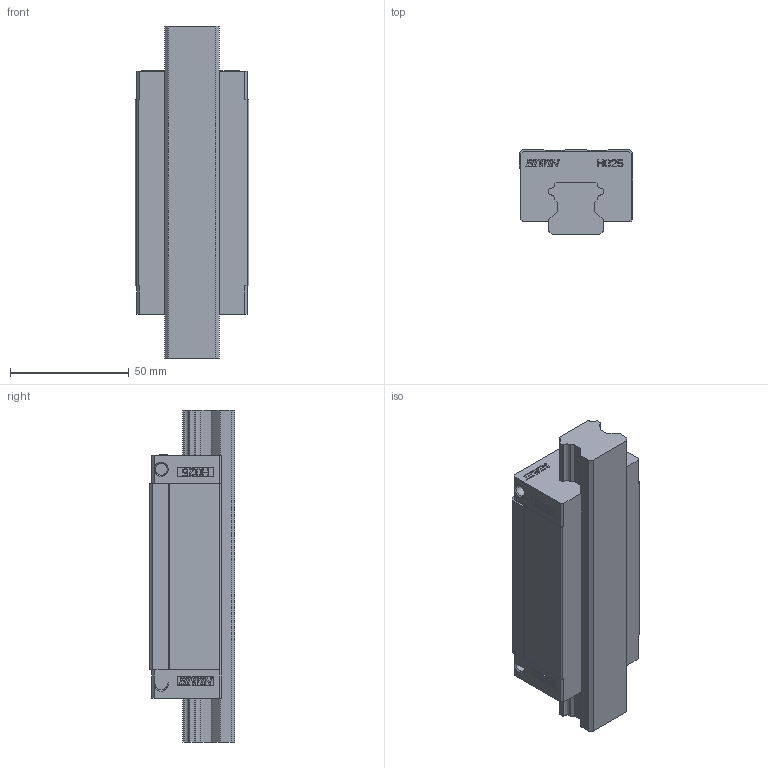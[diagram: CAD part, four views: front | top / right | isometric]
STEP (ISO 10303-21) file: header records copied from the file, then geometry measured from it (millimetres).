
FILE_DESCRIPTION((''),'2;1');
FILE_NAME('HGL25HA_ASM_1_ASM','2008-06-25T',('immo'),(''),'PRO/ENGINEER BY PARAMETRIC TECHNOLOGY CORPORATION, 2004360','PRO/ENGINEER BY PARAMETRIC TECHNOLOGY CORPORATION, 2004360','');
FILE_SCHEMA(('CONFIG_CONTROL_DESIGN'));
Length unit declared in the file: millimetre
Products named in the file (6): PRT0001; PRT0002; ASM_HG25-H_ASM_6_ASM_ASM_ASM; HG25H_ASM_ASM_ASM; HGL25HA_ASM_ASM; HGL25HA_ASM_1_ASM
Assembly tree (5 placements, depth 5):
  HGL25HA_ASM_1_ASM
    HGL25HA_ASM_ASM
      HG25H_ASM_ASM_ASM
        ASM_HG25-H_ASM_6_ASM_ASM_ASM
          PRT0001
          PRT0002
Bounding box: 48 x 36 x 140 mm (x, y, z)
Volume: 173892.5 mm3; surface area: 36707.5 mm2
Topology: 2 solids, 2 shells, 1180 faces, 3420 edges, 2280 vertices
Faces by surface type: plane 1024, cylinder 148, cone 8
Entity records: 38456 total; most frequent: CARTESIAN_POINT 6955, ORIENTED_EDGE 6808, DIRECTION 6090, EDGE_CURVE 3404, VECTOR 3068, LINE 3068, VERTEX_POINT 2272, AXIS2_PLACEMENT_3D 1511
